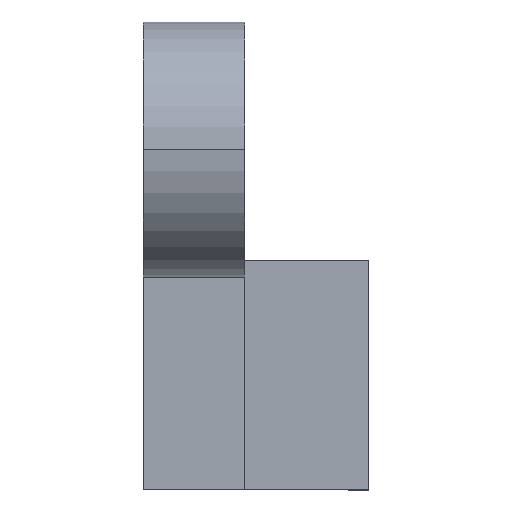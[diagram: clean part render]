
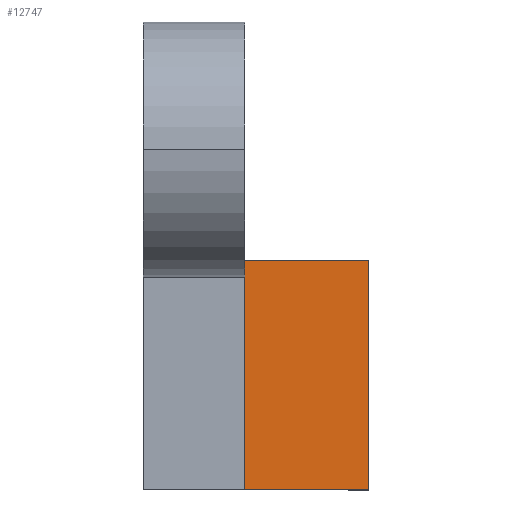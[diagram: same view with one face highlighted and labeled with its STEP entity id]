
A CAD part, top view. The second image highlights one B-rep face of the part: STEP entity #12747.
In plain terms, the highlighted planar face has unit normal (0, 0, 1).
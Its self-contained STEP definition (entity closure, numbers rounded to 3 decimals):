
#413 = EDGE_LOOP ( 'NONE', ( #13042, #17784, #13734, #12831 ) ) ;
#1209 = AXIS2_PLACEMENT_3D ( 'NONE', #6187, #12750, #2950 ) ;
#2107 = DIRECTION ( 'NONE',  ( 1., 0., 0. ) ) ;
#2226 = VECTOR ( 'NONE', #2107, 1000. ) ;
#2681 = EDGE_CURVE ( 'NONE', #8515, #10214, #5547, .T. ) ;
#2950 = DIRECTION ( 'NONE',  ( 1., 0., 0. ) ) ;
#4200 = VECTOR ( 'NONE', #4450, 1000. ) ;
#4450 = DIRECTION ( 'NONE',  ( 0., -1., 0. ) ) ;
#4558 = CARTESIAN_POINT ( 'NONE',  ( 23.8, -13., -44. ) ) ;
#5547 = LINE ( 'NONE', #8678, #10465 ) ;
#6187 = CARTESIAN_POINT ( 'NONE',  ( 0., 0., -44. ) ) ;
#7481 = CARTESIAN_POINT ( 'NONE',  ( 38.4, -13., -44. ) ) ;
#8515 = VERTEX_POINT ( 'NONE', #12502 ) ;
#8678 = CARTESIAN_POINT ( 'NONE',  ( 23.8, -13., -44. ) ) ;
#8918 = EDGE_CURVE ( 'NONE', #16161, #8515, #16994, .T. ) ;
#10214 = VERTEX_POINT ( 'NONE', #10999 ) ;
#10465 = VECTOR ( 'NONE', #13463, 1000. ) ;
#10682 = CARTESIAN_POINT ( 'NONE',  ( 23.8, -39.994, -44. ) ) ;
#10724 = EDGE_CURVE ( 'NONE', #10214, #13729, #18984, .T. ) ;
#10999 = CARTESIAN_POINT ( 'NONE',  ( 23.8, -13., -44. ) ) ;
#11503 = LINE ( 'NONE', #13070, #2226 ) ;
#12502 = CARTESIAN_POINT ( 'NONE',  ( 38.4, -13., -44. ) ) ;
#12747 = ADVANCED_FACE ( 'NONE', ( #17468 ), #14324, .T. ) ;
#12750 = DIRECTION ( 'NONE',  ( 0., 0., 1. ) ) ;
#12831 = ORIENTED_EDGE ( 'NONE', *, *, #2681, .T. ) ;
#12916 = EDGE_CURVE ( 'NONE', #13729, #16161, #11503, .T. ) ;
#13042 = ORIENTED_EDGE ( 'NONE', *, *, #10724, .T. ) ;
#13070 = CARTESIAN_POINT ( 'NONE',  ( 23.8, -39.994, -44. ) ) ;
#13463 = DIRECTION ( 'NONE',  ( -1., 0., 0. ) ) ;
#13729 = VERTEX_POINT ( 'NONE', #10682 ) ;
#13734 = ORIENTED_EDGE ( 'NONE', *, *, #8918, .T. ) ;
#14324 = PLANE ( 'NONE',  #1209 ) ;
#15830 = DIRECTION ( 'NONE',  ( 0., 1., 0. ) ) ;
#16161 = VERTEX_POINT ( 'NONE', #18648 ) ;
#16994 = LINE ( 'NONE', #7481, #19183 ) ;
#17468 = FACE_OUTER_BOUND ( 'NONE', #413, .T. ) ;
#17784 = ORIENTED_EDGE ( 'NONE', *, *, #12916, .T. ) ;
#18648 = CARTESIAN_POINT ( 'NONE',  ( 38.4, -39.994, -44. ) ) ;
#18984 = LINE ( 'NONE', #4558, #4200 ) ;
#19183 = VECTOR ( 'NONE', #15830, 1000. ) ;
